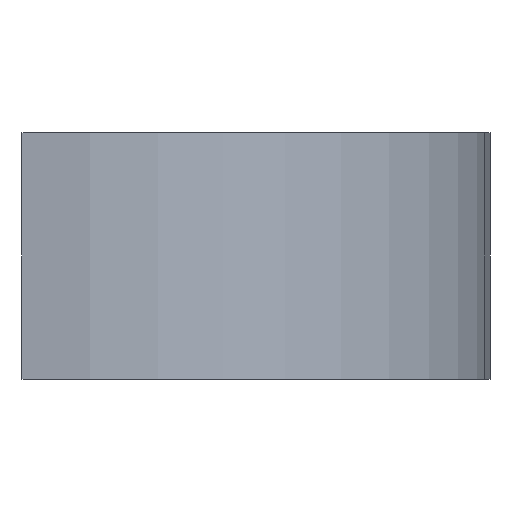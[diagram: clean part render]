
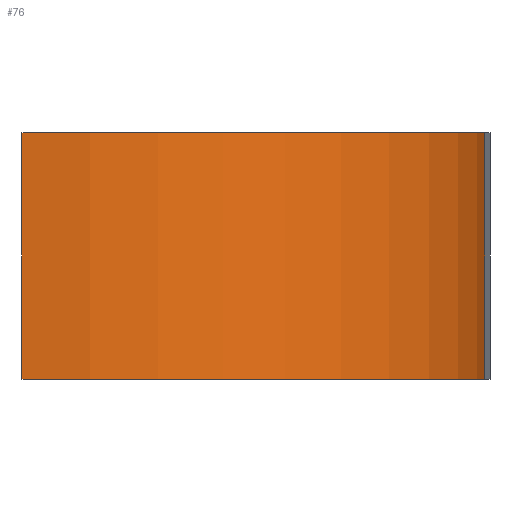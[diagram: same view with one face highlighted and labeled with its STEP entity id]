
A CAD part, front view. The second image highlights one B-rep face of the part: STEP entity #76.
In plain terms, the highlighted cylindrical face has radius 2.454 mm (diameter 4.909 mm), a partial arc.
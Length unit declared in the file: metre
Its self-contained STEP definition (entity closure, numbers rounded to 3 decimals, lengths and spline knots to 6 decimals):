
#14=CIRCLE('',#97,0.002454);
#15=CIRCLE('',#98,0.002454);
#17=CYLINDRICAL_SURFACE('',#96,0.002454);
#26=ORIENTED_EDGE('',*,*,#43,.T.);
#27=ORIENTED_EDGE('',*,*,#39,.F.);
#28=ORIENTED_EDGE('',*,*,#44,.F.);
#29=ORIENTED_EDGE('',*,*,#41,.T.);
#39=EDGE_CURVE('',#48,#45,#54,.T.);
#41=EDGE_CURVE('',#50,#49,#55,.T.);
#43=EDGE_CURVE('',#49,#45,#14,.T.);
#44=EDGE_CURVE('',#50,#48,#15,.T.);
#45=VERTEX_POINT('',#129);
#48=VERTEX_POINT('',#134);
#49=VERTEX_POINT('',#138);
#50=VERTEX_POINT('',#140);
#54=LINE('',#135,#59);
#55=LINE('',#139,#60);
#59=VECTOR('',#108,1.);
#60=VECTOR('',#113,1.);
#63=EDGE_LOOP('',(#26,#27,#28,#29));
#68=FACE_BOUND('',#63,.T.);
#76=ADVANCED_FACE('',(#68),#17,.T.);
#96=AXIS2_PLACEMENT_3D('',#142,#116,#117);
#97=AXIS2_PLACEMENT_3D('',#143,#118,#119);
#98=AXIS2_PLACEMENT_3D('',#144,#120,#121);
#108=DIRECTION('',(0.,0.,-1.));
#113=DIRECTION('',(0.,0.,-1.));
#116=DIRECTION('',(0.,0.,-1.));
#117=DIRECTION('',(-1.,0.,0.));
#118=DIRECTION('',(0.,0.,1.));
#119=DIRECTION('',(1.,0.,0.));
#120=DIRECTION('',(0.,0.,1.));
#121=DIRECTION('',(1.,0.,0.));
#129=CARTESIAN_POINT('',(-0.010951,0.050663,0.));
#134=CARTESIAN_POINT('',(-0.010951,0.050663,0.0015));
#135=CARTESIAN_POINT('',(-0.010951,0.050663,0.0015));
#138=CARTESIAN_POINT('',(-0.013761,0.048299,0.));
#139=CARTESIAN_POINT('',(-0.013761,0.048299,0.0015));
#140=CARTESIAN_POINT('',(-0.013761,0.048299,0.0015));
#142=CARTESIAN_POINT('',(-0.013405,0.050727,0.0015));
#143=CARTESIAN_POINT('',(-0.013405,0.050727,0.));
#144=CARTESIAN_POINT('',(-0.013405,0.050727,0.0015));
